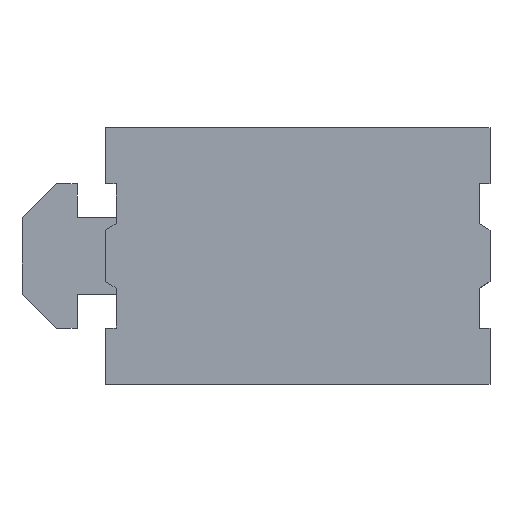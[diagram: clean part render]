
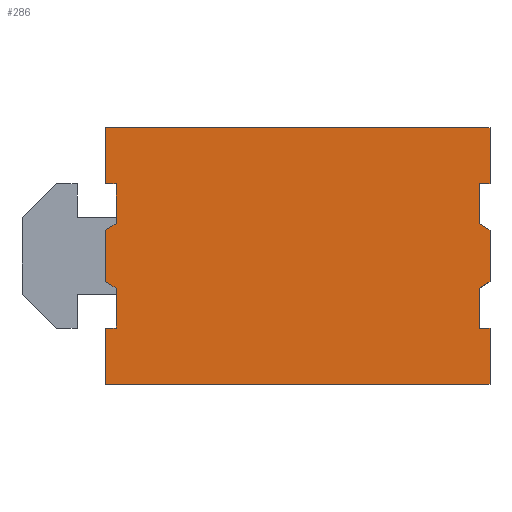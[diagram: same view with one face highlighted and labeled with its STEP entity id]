
A CAD part, top view. The second image highlights one B-rep face of the part: STEP entity #286.
In plain terms, the highlighted planar face has unit normal (0, 0, 1).
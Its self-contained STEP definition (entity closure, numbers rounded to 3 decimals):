
#24 = VERTEX_POINT('',#25);
#25 = CARTESIAN_POINT('',(-3.,-2.,1.85));
#31 = EDGE_CURVE('',#24,#32,#34,.T.);
#32 = VERTEX_POINT('',#33);
#33 = CARTESIAN_POINT('',(3.,-2.,1.85));
#34 = LINE('',#35,#36);
#35 = CARTESIAN_POINT('',(-3.,-2.,1.85));
#36 = VECTOR('',#37,1.);
#37 = DIRECTION('',(1.,0.,0.));
#64 = VERTEX_POINT('',#65);
#65 = CARTESIAN_POINT('',(-3.,-1.125,1.85));
#71 = EDGE_CURVE('',#64,#24,#72,.T.);
#72 = LINE('',#73,#74);
#73 = CARTESIAN_POINT('',(-3.,-1.125,1.85));
#74 = VECTOR('',#75,1.);
#75 = DIRECTION('',(0.,-1.,0.));
#93 = EDGE_CURVE('',#32,#94,#96,.T.);
#94 = VERTEX_POINT('',#95);
#95 = CARTESIAN_POINT('',(3.,-1.125,1.85));
#96 = LINE('',#97,#98);
#97 = CARTESIAN_POINT('',(3.,-2.,1.85));
#98 = VECTOR('',#99,1.);
#99 = DIRECTION('',(0.,1.,0.));
#286 = ADVANCED_FACE('',(#287),#426,.T.);
#287 = FACE_BOUND('',#288,.T.);
#288 = EDGE_LOOP('',(#289,#290,#291,#299,#307,#315,#323,#331,#339,#347,
    #355,#363,#371,#379,#387,#395,#403,#411,#419,#425));
#289 = ORIENTED_EDGE('',*,*,#31,.T.);
#290 = ORIENTED_EDGE('',*,*,#93,.T.);
#291 = ORIENTED_EDGE('',*,*,#292,.T.);
#292 = EDGE_CURVE('',#94,#293,#295,.T.);
#293 = VERTEX_POINT('',#294);
#294 = CARTESIAN_POINT('',(2.83,-1.125,1.85));
#295 = LINE('',#296,#297);
#296 = CARTESIAN_POINT('',(3.,-1.125,1.85));
#297 = VECTOR('',#298,1.);
#298 = DIRECTION('',(-1.,0.,0.));
#299 = ORIENTED_EDGE('',*,*,#300,.T.);
#300 = EDGE_CURVE('',#293,#301,#303,.T.);
#301 = VERTEX_POINT('',#302);
#302 = CARTESIAN_POINT('',(2.83,-0.505,1.85));
#303 = LINE('',#304,#305);
#304 = CARTESIAN_POINT('',(2.83,-1.125,1.85));
#305 = VECTOR('',#306,1.);
#306 = DIRECTION('',(0.,1.,0.));
#307 = ORIENTED_EDGE('',*,*,#308,.T.);
#308 = EDGE_CURVE('',#301,#309,#311,.T.);
#309 = VERTEX_POINT('',#310);
#310 = CARTESIAN_POINT('',(3.,-0.4,1.85));
#311 = LINE('',#312,#313);
#312 = CARTESIAN_POINT('',(2.83,-0.505,1.85));
#313 = VECTOR('',#314,1.);
#314 = DIRECTION('',(0.851,0.525,0.));
#315 = ORIENTED_EDGE('',*,*,#316,.T.);
#316 = EDGE_CURVE('',#309,#317,#319,.T.);
#317 = VERTEX_POINT('',#318);
#318 = CARTESIAN_POINT('',(3.,0.4,1.85));
#319 = LINE('',#320,#321);
#320 = CARTESIAN_POINT('',(3.,-0.4,1.85));
#321 = VECTOR('',#322,1.);
#322 = DIRECTION('',(0.,1.,0.));
#323 = ORIENTED_EDGE('',*,*,#324,.T.);
#324 = EDGE_CURVE('',#317,#325,#327,.T.);
#325 = VERTEX_POINT('',#326);
#326 = CARTESIAN_POINT('',(2.83,0.505,1.85));
#327 = LINE('',#328,#329);
#328 = CARTESIAN_POINT('',(3.,0.4,1.85));
#329 = VECTOR('',#330,1.);
#330 = DIRECTION('',(-0.851,0.525,0.));
#331 = ORIENTED_EDGE('',*,*,#332,.T.);
#332 = EDGE_CURVE('',#325,#333,#335,.T.);
#333 = VERTEX_POINT('',#334);
#334 = CARTESIAN_POINT('',(2.83,1.125,1.85));
#335 = LINE('',#336,#337);
#336 = CARTESIAN_POINT('',(2.83,0.505,1.85));
#337 = VECTOR('',#338,1.);
#338 = DIRECTION('',(0.,1.,0.));
#339 = ORIENTED_EDGE('',*,*,#340,.T.);
#340 = EDGE_CURVE('',#333,#341,#343,.T.);
#341 = VERTEX_POINT('',#342);
#342 = CARTESIAN_POINT('',(3.,1.125,1.85));
#343 = LINE('',#344,#345);
#344 = CARTESIAN_POINT('',(2.83,1.125,1.85));
#345 = VECTOR('',#346,1.);
#346 = DIRECTION('',(1.,0.,0.));
#347 = ORIENTED_EDGE('',*,*,#348,.T.);
#348 = EDGE_CURVE('',#341,#349,#351,.T.);
#349 = VERTEX_POINT('',#350);
#350 = CARTESIAN_POINT('',(3.,2.,1.85));
#351 = LINE('',#352,#353);
#352 = CARTESIAN_POINT('',(3.,1.125,1.85));
#353 = VECTOR('',#354,1.);
#354 = DIRECTION('',(0.,1.,0.));
#355 = ORIENTED_EDGE('',*,*,#356,.T.);
#356 = EDGE_CURVE('',#349,#357,#359,.T.);
#357 = VERTEX_POINT('',#358);
#358 = CARTESIAN_POINT('',(-3.,2.,1.85));
#359 = LINE('',#360,#361);
#360 = CARTESIAN_POINT('',(3.,2.,1.85));
#361 = VECTOR('',#362,1.);
#362 = DIRECTION('',(-1.,0.,0.));
#363 = ORIENTED_EDGE('',*,*,#364,.T.);
#364 = EDGE_CURVE('',#357,#365,#367,.T.);
#365 = VERTEX_POINT('',#366);
#366 = CARTESIAN_POINT('',(-3.,1.125,1.85));
#367 = LINE('',#368,#369);
#368 = CARTESIAN_POINT('',(-3.,2.,1.85));
#369 = VECTOR('',#370,1.);
#370 = DIRECTION('',(0.,-1.,0.));
#371 = ORIENTED_EDGE('',*,*,#372,.T.);
#372 = EDGE_CURVE('',#365,#373,#375,.T.);
#373 = VERTEX_POINT('',#374);
#374 = CARTESIAN_POINT('',(-2.83,1.125,1.85));
#375 = LINE('',#376,#377);
#376 = CARTESIAN_POINT('',(-3.,1.125,1.85));
#377 = VECTOR('',#378,1.);
#378 = DIRECTION('',(1.,0.,0.));
#379 = ORIENTED_EDGE('',*,*,#380,.T.);
#380 = EDGE_CURVE('',#373,#381,#383,.T.);
#381 = VERTEX_POINT('',#382);
#382 = CARTESIAN_POINT('',(-2.83,0.505,1.85));
#383 = LINE('',#384,#385);
#384 = CARTESIAN_POINT('',(-2.83,1.125,1.85));
#385 = VECTOR('',#386,1.);
#386 = DIRECTION('',(0.,-1.,0.));
#387 = ORIENTED_EDGE('',*,*,#388,.T.);
#388 = EDGE_CURVE('',#381,#389,#391,.T.);
#389 = VERTEX_POINT('',#390);
#390 = CARTESIAN_POINT('',(-3.,0.4,1.85));
#391 = LINE('',#392,#393);
#392 = CARTESIAN_POINT('',(-2.83,0.505,1.85));
#393 = VECTOR('',#394,1.);
#394 = DIRECTION('',(-0.851,-0.525,0.));
#395 = ORIENTED_EDGE('',*,*,#396,.T.);
#396 = EDGE_CURVE('',#389,#397,#399,.T.);
#397 = VERTEX_POINT('',#398);
#398 = CARTESIAN_POINT('',(-3.,-0.4,1.85));
#399 = LINE('',#400,#401);
#400 = CARTESIAN_POINT('',(-3.,0.4,1.85));
#401 = VECTOR('',#402,1.);
#402 = DIRECTION('',(0.,-1.,0.));
#403 = ORIENTED_EDGE('',*,*,#404,.T.);
#404 = EDGE_CURVE('',#397,#405,#407,.T.);
#405 = VERTEX_POINT('',#406);
#406 = CARTESIAN_POINT('',(-2.83,-0.505,1.85));
#407 = LINE('',#408,#409);
#408 = CARTESIAN_POINT('',(-3.,-0.4,1.85));
#409 = VECTOR('',#410,1.);
#410 = DIRECTION('',(0.851,-0.525,0.));
#411 = ORIENTED_EDGE('',*,*,#412,.T.);
#412 = EDGE_CURVE('',#405,#413,#415,.T.);
#413 = VERTEX_POINT('',#414);
#414 = CARTESIAN_POINT('',(-2.83,-1.125,1.85));
#415 = LINE('',#416,#417);
#416 = CARTESIAN_POINT('',(-2.83,-0.505,1.85));
#417 = VECTOR('',#418,1.);
#418 = DIRECTION('',(0.,-1.,0.));
#419 = ORIENTED_EDGE('',*,*,#420,.T.);
#420 = EDGE_CURVE('',#413,#64,#421,.T.);
#421 = LINE('',#422,#423);
#422 = CARTESIAN_POINT('',(-2.83,-1.125,1.85));
#423 = VECTOR('',#424,1.);
#424 = DIRECTION('',(-1.,0.,0.));
#425 = ORIENTED_EDGE('',*,*,#71,.T.);
#426 = PLANE('',#427);
#427 = AXIS2_PLACEMENT_3D('',#428,#429,#430);
#428 = CARTESIAN_POINT('',(0.,0.,1.85)
  );
#429 = DIRECTION('',(0.,0.,1.));
#430 = DIRECTION('',(1.,0.,0.));
